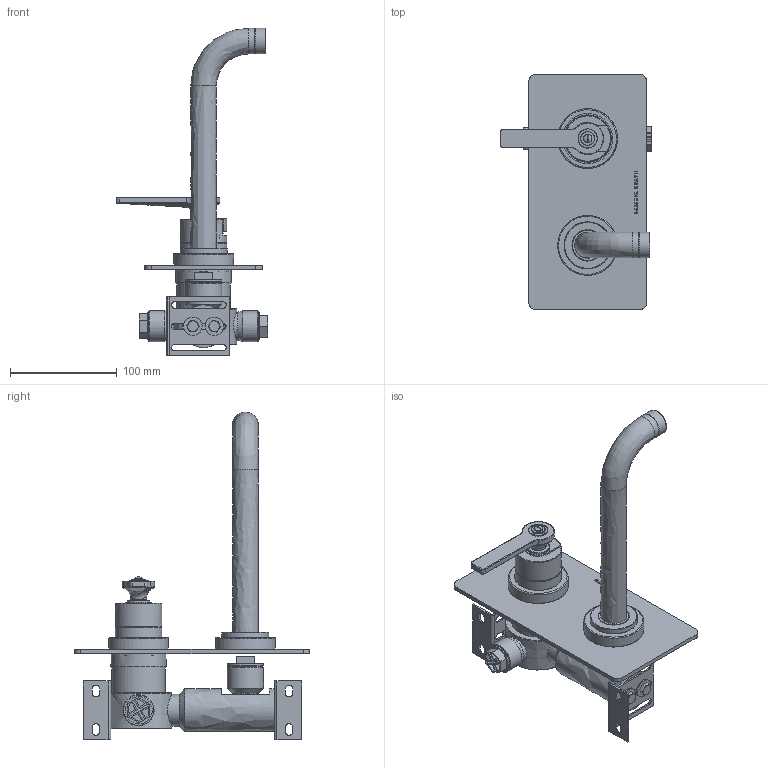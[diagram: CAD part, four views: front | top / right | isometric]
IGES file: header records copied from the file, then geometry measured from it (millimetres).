
Global section: file name: LANDMARK THINNER SPOUTS EXPORTV7K20S-3LF-RH; native system: Autodesk Inventor 2020; preprocessor: unknown; author: aduggalther; date: 20221128.044328; units: millimetre
Bounding box: 142.02 x 220 x 306.6 mm (x, y, z)
Volume: 460450.6 mm3; surface area: 252507.4 mm2
Topology: 46 solids, 47 shells, 1691 faces, 4449 edges, 3010 vertices
Faces by surface type: bspline 1691
